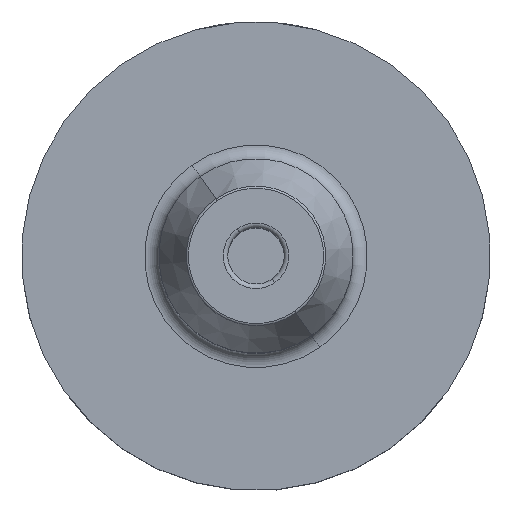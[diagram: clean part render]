
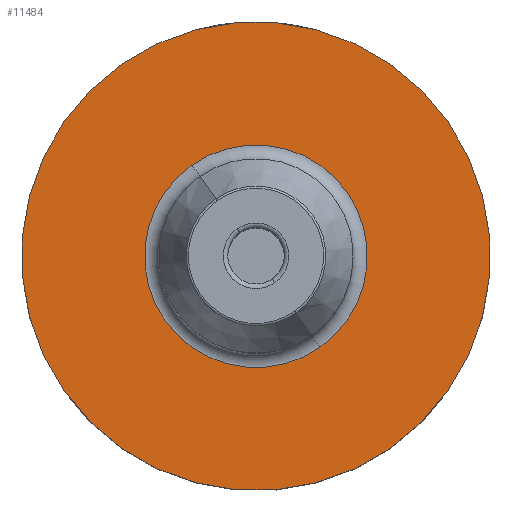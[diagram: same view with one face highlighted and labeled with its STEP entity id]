
A CAD part, top view. The second image highlights one B-rep face of the part: STEP entity #11484.
In plain terms, the highlighted planar face has unit normal (0, 0, 1).
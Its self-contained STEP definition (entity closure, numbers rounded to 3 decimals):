
#288=CARTESIAN_POINT('',(0.,0.,28.95));
#289=DIRECTION('',(0.,0.,1.));
#290=DIRECTION('',(-0.574,0.819,0.));
#291=AXIS2_PLACEMENT_3D('',#288,#289,#290);
#296=CARTESIAN_POINT('',(0.,0.,28.95));
#297=DIRECTION('',(0.,0.,-1.));
#298=DIRECTION('',(-0.574,0.819,0.));
#299=AXIS2_PLACEMENT_3D('',#296,#297,#298);
#318=CARTESIAN_POINT('',(0.,0.,28.95));
#319=DIRECTION('',(0.,0.,-1.));
#320=DIRECTION('',(-0.574,0.819,0.));
#321=AXIS2_PLACEMENT_3D('',#318,#319,#320);
#326=CARTESIAN_POINT('',(0.,0.,28.95));
#327=DIRECTION('',(0.,0.,1.));
#328=DIRECTION('',(-0.574,0.819,0.));
#329=AXIS2_PLACEMENT_3D('',#326,#327,#328);
#11103=CARTESIAN_POINT('',(-13.622,19.455,28.95));
#11104=VERTEX_POINT('',#11103);
#11105=CARTESIAN_POINT('',(-28.679,40.958,28.95));
#11107=VERTEX_POINT('',#11105);
#11175=CARTESIAN_POINT('',(13.622,-19.455,28.95));
#11176=VERTEX_POINT('',#11175);
#11177=CARTESIAN_POINT('',(28.679,-40.958,28.95));
#11179=VERTEX_POINT('',#11177);
#11469=CARTESIAN_POINT('',(0.,0.,28.95));
#11470=DIRECTION('',(0.,0.,1.));
#11471=DIRECTION('',(0.574,-0.819,0.));
#11472=AXIS2_PLACEMENT_3D('',#11469,#11470,#11471);
#11473=PLANE('',#11472);
#11475=ORIENTED_EDGE('',*,*,#11474,.T.);
#11477=ORIENTED_EDGE('',*,*,#11476,.F.);
#11478=EDGE_LOOP('',(#11475,#11477));
#11479=FACE_OUTER_BOUND('',#11478,.F.);
#11480=ORIENTED_EDGE('',*,*,#11451,.T.);
#11481=ORIENTED_EDGE('',*,*,#11462,.F.);
#11482=EDGE_LOOP('',(#11480,#11481));
#11483=FACE_BOUND('',#11482,.F.);
#11484=ADVANCED_FACE('',(#11479,#11483),#11473,.T.);
#292=CIRCLE('',#291,23.75);
#300=CIRCLE('',#299,23.75);
#322=CIRCLE('',#321,50.);
#330=CIRCLE('',#329,50.);
#11451=EDGE_CURVE('',#11104,#11176,#292,.T.);
#11462=EDGE_CURVE('',#11104,#11176,#300,.T.);
#11474=EDGE_CURVE('',#11107,#11179,#322,.T.);
#11476=EDGE_CURVE('',#11107,#11179,#330,.T.);
